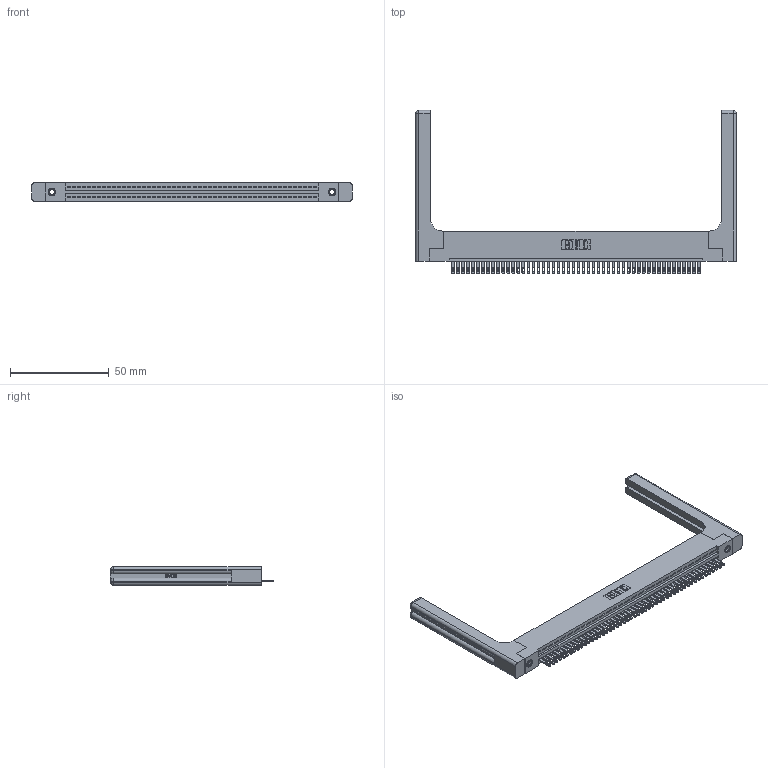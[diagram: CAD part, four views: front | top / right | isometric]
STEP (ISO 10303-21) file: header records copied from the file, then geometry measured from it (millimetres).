
FILE_DESCRIPTION (( 'STEP AP203' ), '1' );
FILE_NAME ('345-050-500-158.STEP', '2019-10-09T10:15:21', ( '' ), ( '' ), 'SwSTEP 2.0', 'SolidWorks 2016', '' );
FILE_SCHEMA (( 'CONFIG_CONTROL_DESIGN' ));
Length unit declared in the file: inch
Products named in the file (5): 345-250-001_345-250-001-102; 345-050-500-158; 345 Part_Flush Mounting Lugs - 0.156 Dia-TH; 345-220-058_345-220-058; 345-292-001_345-293-100
Assembly tree (55 placements, depth 2):
  345-050-500-158
    345 Part_Flush Mounting Lugs - 0.156 Dia-TH
    345-292-001_345-293-100  x50
    345-250-001_345-250-001-102  x2
    345-220-058_345-220-058  x2
Bounding box: 162.03 x 82.47 x 9.4 mm (x, y, z)
Volume: 23990.9 mm3; surface area: 26106 mm2
Topology: 55 solids, 55 shells, 3082 faces, 9407 edges, 6250 vertices
Faces by surface type: plane 1928, cylinder 1094, bspline 36, cone 12, sphere 8, torus 4
Entity records: 41666 total; most frequent: CARTESIAN_POINT 8187, ORIENTED_EDGE 6968, DIRECTION 6088, EDGE_CURVE 3484, LINE 3056, VECTOR 3056, VERTEX_POINT 2314, AXIS2_PLACEMENT_3D 1516
